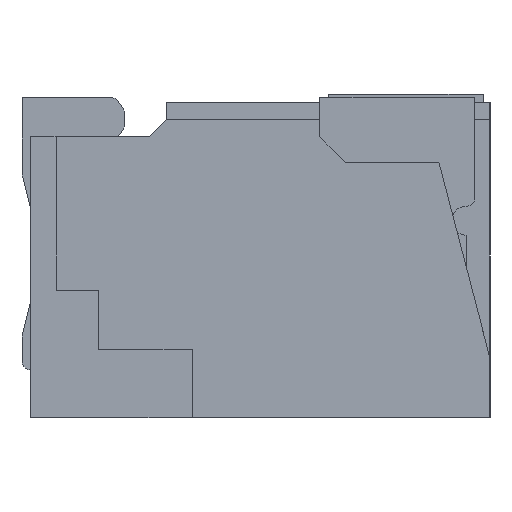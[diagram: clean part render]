
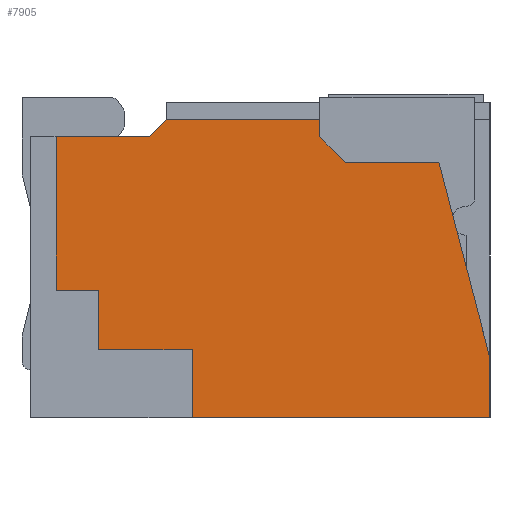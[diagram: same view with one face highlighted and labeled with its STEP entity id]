
A CAD part, left-side view. The second image highlights one B-rep face of the part: STEP entity #7905.
In plain terms, the highlighted planar face has unit normal (-1, 0, 0).
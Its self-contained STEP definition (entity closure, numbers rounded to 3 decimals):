
#1974=ORIENTED_EDGE('',*,*,#3252,.F.);
#1975=ORIENTED_EDGE('',*,*,#3257,.T.);
#1976=ORIENTED_EDGE('',*,*,#3260,.T.);
#1977=ORIENTED_EDGE('',*,*,#3271,.F.);
#1978=ORIENTED_EDGE('',*,*,#3343,.F.);
#1979=ORIENTED_EDGE('',*,*,#3341,.F.);
#1980=ORIENTED_EDGE('',*,*,#3177,.F.);
#1981=ORIENTED_EDGE('',*,*,#3340,.F.);
#1982=ORIENTED_EDGE('',*,*,#3338,.F.);
#1983=ORIENTED_EDGE('',*,*,#3336,.F.);
#1984=ORIENTED_EDGE('',*,*,#3334,.F.);
#1985=ORIENTED_EDGE('',*,*,#3332,.F.);
#1986=ORIENTED_EDGE('',*,*,#3330,.F.);
#1987=ORIENTED_EDGE('',*,*,#3235,.F.);
#3177=EDGE_CURVE('',#4044,#4045,#5052,.T.);
#3235=EDGE_CURVE('',#4095,#4096,#5110,.T.);
#3252=EDGE_CURVE('',#4106,#4095,#5127,.T.);
#3257=EDGE_CURVE('',#4106,#4110,#5132,.T.);
#3260=EDGE_CURVE('',#4110,#4112,#5135,.T.);
#3271=EDGE_CURVE('',#4118,#4112,#5146,.T.);
#3330=EDGE_CURVE('',#4096,#4153,#5205,.T.);
#3332=EDGE_CURVE('',#4153,#4154,#5207,.T.);
#3334=EDGE_CURVE('',#4154,#4155,#5209,.T.);
#3336=EDGE_CURVE('',#4155,#4156,#5211,.T.);
#3338=EDGE_CURVE('',#4156,#4157,#5213,.T.);
#3340=EDGE_CURVE('',#4157,#4044,#5215,.T.);
#3341=EDGE_CURVE('',#4045,#4158,#5216,.T.);
#3343=EDGE_CURVE('',#4158,#4118,#5218,.T.);
#4044=VERTEX_POINT('',#11916);
#4045=VERTEX_POINT('',#11918);
#4095=VERTEX_POINT('',#12030);
#4096=VERTEX_POINT('',#12032);
#4106=VERTEX_POINT('',#12063);
#4110=VERTEX_POINT('',#12073);
#4112=VERTEX_POINT('',#12079);
#4118=VERTEX_POINT('',#12102);
#4153=VERTEX_POINT('',#12220);
#4154=VERTEX_POINT('',#12224);
#4155=VERTEX_POINT('',#12228);
#4156=VERTEX_POINT('',#12232);
#4157=VERTEX_POINT('',#12236);
#4158=VERTEX_POINT('',#12242);
#5052=LINE('',#11917,#6155);
#5110=LINE('',#12031,#6213);
#5127=LINE('',#12064,#6230);
#5132=LINE('',#12074,#6235);
#5135=LINE('',#12080,#6238);
#5146=LINE('',#12101,#6249);
#5205=LINE('',#12219,#6308);
#5207=LINE('',#12223,#6310);
#5209=LINE('',#12227,#6312);
#5211=LINE('',#12231,#6314);
#5213=LINE('',#12235,#6316);
#5215=LINE('',#12239,#6318);
#5216=LINE('',#12241,#6319);
#5218=LINE('',#12245,#6321);
#6155=VECTOR('',#9709,1000.);
#6213=VECTOR('',#9777,1000.);
#6230=VECTOR('',#9804,1000.);
#6235=VECTOR('',#9811,1000.);
#6238=VECTOR('',#9816,1000.);
#6249=VECTOR('',#9837,1000.);
#6308=VECTOR('',#9944,1000.);
#6310=VECTOR('',#9948,1000.);
#6312=VECTOR('',#9952,1000.);
#6314=VECTOR('',#9956,1000.);
#6316=VECTOR('',#9960,1000.);
#6318=VECTOR('',#9964,1000.);
#6319=VECTOR('',#9967,1000.);
#6321=VECTOR('',#9971,1000.);
#6787=EDGE_LOOP('',(#1974,#1975,#1976,#1977,#1978,#1979,#1980,#1981,#1982,
#1983,#1984,#1985,#1986,#1987));
#7182=FACE_BOUND('',#6787,.T.);
#7551=PLANE('',#8311);
#7905=ADVANCED_FACE('',(#7182),#7551,.T.);
#8311=AXIS2_PLACEMENT_3D('',#12246,#9972,#9973);
#9709=DIRECTION('',(0.,-1.,0.));
#9777=DIRECTION('',(0.,0.,-1.));
#9804=DIRECTION('',(0.,-0.252,-0.968));
#9811=DIRECTION('',(0.,1.,0.));
#9816=DIRECTION('',(0.,0.707,0.707));
#9837=DIRECTION('',(0.,0.,-1.));
#9944=DIRECTION('',(0.,1.,0.));
#9948=DIRECTION('',(0.,0.,1.));
#9952=DIRECTION('',(0.,1.,0.));
#9956=DIRECTION('',(0.,0.,1.));
#9960=DIRECTION('',(0.,1.,0.));
#9964=DIRECTION('',(0.,0.,1.));
#9967=DIRECTION('',(0.,-0.707,0.707));
#9971=DIRECTION('',(0.,-1.,0.));
#9972=DIRECTION('',(-1.,0.,0.));
#9973=DIRECTION('',(0.,0.,1.));
#11916=CARTESIAN_POINT('',(-5.9,1.2,1.65));
#11917=CARTESIAN_POINT('',(-5.9,-1.35,1.65));
#11918=CARTESIAN_POINT('',(-5.9,0.65,1.65));
#12030=CARTESIAN_POINT('',(-5.9,-1.35,0.35));
#12031=CARTESIAN_POINT('',(-5.9,-1.35,1.85));
#12032=CARTESIAN_POINT('',(-5.9,-1.35,0.));
#12063=CARTESIAN_POINT('',(-5.9,-1.05,1.5));
#12064=CARTESIAN_POINT('',(-5.9,-1.05,1.5));
#12073=CARTESIAN_POINT('',(-5.9,-0.5,1.5));
#12074=CARTESIAN_POINT('',(-5.9,-1.35,1.5));
#12079=CARTESIAN_POINT('',(-5.9,-0.35,1.65));
#12080=CARTESIAN_POINT('',(-5.9,-0.75,1.25));
#12101=CARTESIAN_POINT('',(-5.9,-0.35,1.75));
#12102=CARTESIAN_POINT('',(-5.9,-0.35,1.75));
#12219=CARTESIAN_POINT('',(-5.9,-1.35,0.));
#12220=CARTESIAN_POINT('',(-5.9,0.4,0.));
#12223=CARTESIAN_POINT('',(-5.9,0.4,0.));
#12224=CARTESIAN_POINT('',(-5.9,0.4,0.4));
#12227=CARTESIAN_POINT('',(-5.9,0.4,0.4));
#12228=CARTESIAN_POINT('',(-5.9,0.95,0.4));
#12231=CARTESIAN_POINT('',(-5.9,0.95,0.4));
#12232=CARTESIAN_POINT('',(-5.9,0.95,0.75));
#12235=CARTESIAN_POINT('',(-5.9,0.95,0.75));
#12236=CARTESIAN_POINT('',(-5.9,1.2,0.75));
#12239=CARTESIAN_POINT('',(-5.9,1.2,0.75));
#12241=CARTESIAN_POINT('',(-5.9,-0.45,2.75));
#12242=CARTESIAN_POINT('',(-5.9,0.55,1.75));
#12245=CARTESIAN_POINT('',(-5.9,0.55,1.75));
#12246=CARTESIAN_POINT('',(-5.9,-1.35,1.85));
